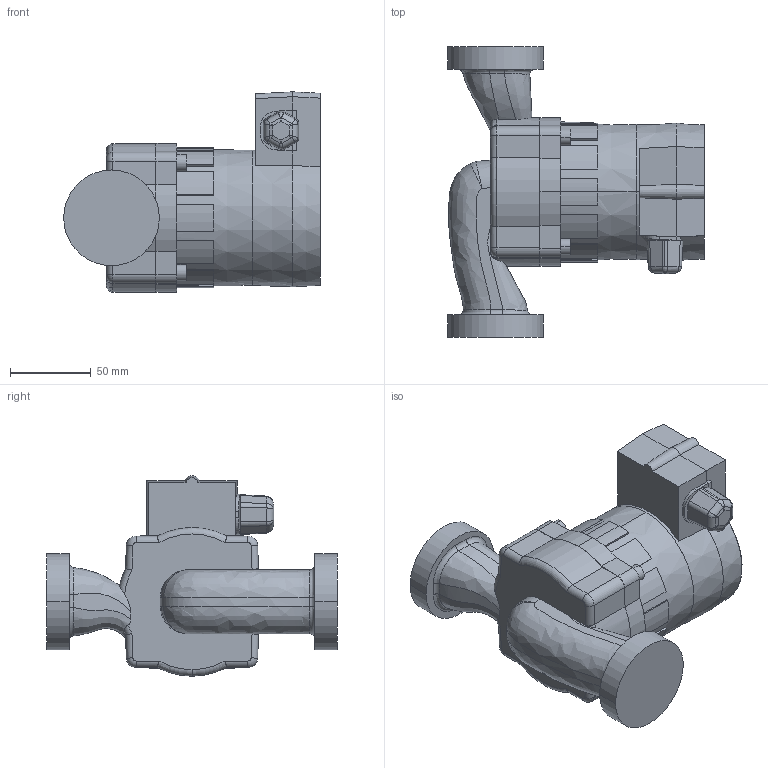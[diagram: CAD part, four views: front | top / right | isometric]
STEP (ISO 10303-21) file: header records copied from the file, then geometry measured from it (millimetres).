
FILE_DESCRIPTION (( 'STEP AP203' ), '1' );
FILE_NAME ('AX12-2 AX13-2.STEP', '2010-10-29T10:32:46', ( ' ' ), ( '' ), 'SwSTEP 2.0', 'SolidWorks 2008', '' );
FILE_SCHEMA (( 'CONFIG_CONTROL_DESIGN' ));
Length unit declared in the file: millimetre
Products named in the file (3): AX12-2 AX13-2; Pumpengehäuse_Standard; Motor kompl_Standard
Assembly tree (2 placements, depth 2):
  AX12-2 AX13-2
    Motor kompl_Standard
    Pumpengehäuse_Standard
Bounding box: 158.93 x 180 x 124.02 mm (x, y, z)
Volume: 1110605.4 mm3; surface area: 110383.9 mm2
Topology: 3 solids, 3 shells, 340 faces, 859 edges, 546 vertices
Faces by surface type: plane 166, cylinder 111, bspline 43, torus 11, cone 9
Entity records: 16112 total; most frequent: CARTESIAN_POINT 7935, ORIENTED_EDGE 1714, DIRECTION 1544, EDGE_CURVE 857, VERTEX_POINT 546, AXIS2_PLACEMENT_3D 531, LINE 482, VECTOR 482
